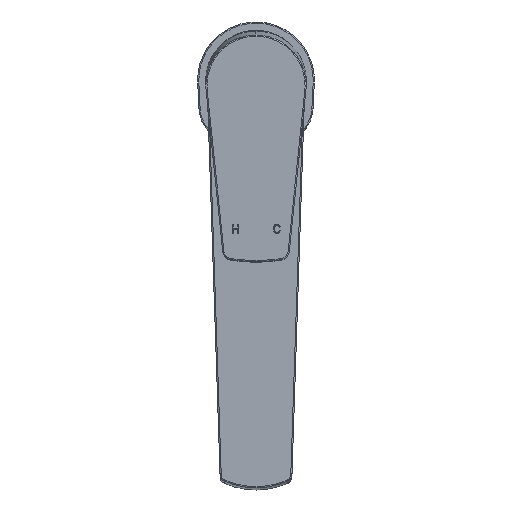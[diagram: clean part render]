
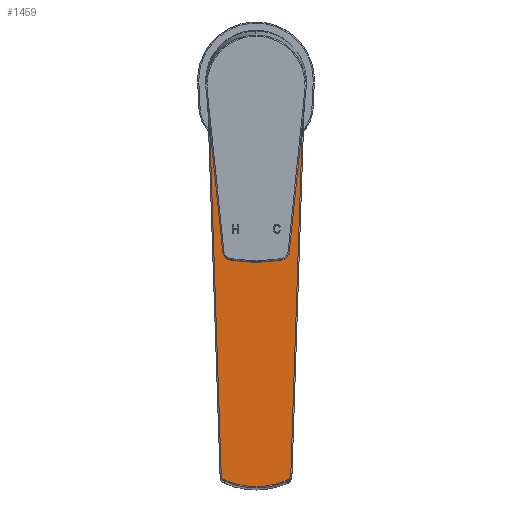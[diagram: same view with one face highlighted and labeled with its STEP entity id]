
A CAD part, top view. The second image highlights one B-rep face of the part: STEP entity #1459.
In plain terms, the highlighted planar face has unit normal (0, 0, 1).
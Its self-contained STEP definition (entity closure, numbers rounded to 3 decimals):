
#59=FACE_BOUND('',#7817,.T.);
#1459=ADVANCED_FACE('',(#4632,#59),#55029,.T.);
#4632=FACE_OUTER_BOUND('',#7816,.T.);
#7816=EDGE_LOOP('',(#12740,#12741,#12742,#12743,#12744,#12745,#12746,#12747));
#7817=EDGE_LOOP('',(#12748,#12749));
#12740=ORIENTED_EDGE('',*,*,#30579,.F.);
#12741=ORIENTED_EDGE('',*,*,#30980,.F.);
#12742=ORIENTED_EDGE('',*,*,#30977,.F.);
#12743=ORIENTED_EDGE('',*,*,#30577,.F.);
#12744=ORIENTED_EDGE('',*,*,#30584,.F.);
#12745=ORIENTED_EDGE('',*,*,#30764,.T.);
#12746=ORIENTED_EDGE('',*,*,#30593,.F.);
#12747=ORIENTED_EDGE('',*,*,#30765,.T.);
#12748=ORIENTED_EDGE('',*,*,#30808,.T.);
#12749=ORIENTED_EDGE('',*,*,#30935,.T.);
#30577=EDGE_CURVE('',#49135,#49134,#48034,.T.);
#30579=EDGE_CURVE('',#49139,#49138,#39794,.T.);
#30584=EDGE_CURVE('',#49143,#49135,#39797,.T.);
#30593=EDGE_CURVE('',#49144,#49147,#48046,.T.);
#30764=EDGE_CURVE('',#49143,#49147,#39890,.T.);
#30765=EDGE_CURVE('',#49144,#49138,#39891,.T.);
#30808=EDGE_CURVE('',#49267,#49288,#48138,.T.);
#30935=EDGE_CURVE('',#49288,#49267,#48202,.T.);
#30977=EDGE_CURVE('',#49134,#49343,#48231,.T.);
#30980=EDGE_CURVE('',#49343,#49139,#48234,.T.);
#39794=B_SPLINE_CURVE_WITH_KNOTS('',1,(#69936,#69937),.UNSPECIFIED.,.F.,
 .F.,(2,2),(4.142,5.142),.UNSPECIFIED.);
#39797=B_SPLINE_CURVE_WITH_KNOTS('',1,(#69948,#69949),.UNSPECIFIED.,.F.,
 .F.,(2,2),(1.571,2.571),.UNSPECIFIED.);
#39890=B_SPLINE_CURVE_WITH_KNOTS('',3,(#70939,#70940,#70941,#70942),
 .UNSPECIFIED.,.F.,.F.,(4,4),(5.208,6.208),
 .UNSPECIFIED.);
#39891=B_SPLINE_CURVE_WITH_KNOTS('',3,(#70943,#70944,#70945,#70946),
 .UNSPECIFIED.,.F.,.F.,(4,4),(7.029,8.029),
 .UNSPECIFIED.);
#48034=(
BOUNDED_CURVE()
B_SPLINE_CURVE(2,(#69930,#69931,#69932),.UNSPECIFIED.,.F.,.F.)
B_SPLINE_CURVE_WITH_KNOTS((3,3),(3.175,3.208),
 .UNSPECIFIED.)
CURVE()
GEOMETRIC_REPRESENTATION_ITEM()
RATIONAL_B_SPLINE_CURVE((1.,1.,1.))
REPRESENTATION_ITEM('')
);
#48046=(
BOUNDED_CURVE()
B_SPLINE_CURVE(2,(#70018,#70019,#70020),.UNSPECIFIED.,.F.,.F.)
B_SPLINE_CURVE_WITH_KNOTS((3,3),(1.484,2.305),
 .UNSPECIFIED.)
CURVE()
GEOMETRIC_REPRESENTATION_ITEM()
RATIONAL_B_SPLINE_CURVE((1.,0.917,1.))
REPRESENTATION_ITEM('')
);
#48138=(
BOUNDED_CURVE()
B_SPLINE_CURVE(2,(#71232,#71233,#71234,#71235,#71236),.UNSPECIFIED.,.F.,
 .F.)
B_SPLINE_CURVE_WITH_KNOTS((3,2,3),(0.,1.571,3.142),
 .UNSPECIFIED.)
CURVE()
GEOMETRIC_REPRESENTATION_ITEM()
RATIONAL_B_SPLINE_CURVE((1.,0.707,1.,0.707,1.))
REPRESENTATION_ITEM('')
);
#48202=(
BOUNDED_CURVE()
B_SPLINE_CURVE(2,(#71724,#71725,#71726,#71727,#71728),.UNSPECIFIED.,.F.,
 .F.)
B_SPLINE_CURVE_WITH_KNOTS((3,2,3),(1.,2.571,4.142),
 .UNSPECIFIED.)
CURVE()
GEOMETRIC_REPRESENTATION_ITEM()
RATIONAL_B_SPLINE_CURVE((1.,0.707,1.,0.707,1.))
REPRESENTATION_ITEM('')
);
#48231=(
BOUNDED_CURVE()
B_SPLINE_CURVE(2,(#71903,#71904,#71905,#71906,#71907),.UNSPECIFIED.,.F.,
 .F.)
B_SPLINE_CURVE_WITH_KNOTS((3,2,3),(6.283,7.854,9.425),
 .UNSPECIFIED.)
CURVE()
GEOMETRIC_REPRESENTATION_ITEM()
RATIONAL_B_SPLINE_CURVE((1.,0.707,1.,0.707,1.))
REPRESENTATION_ITEM('')
);
#48234=(
BOUNDED_CURVE()
B_SPLINE_CURVE(2,(#71916,#71917,#71918),.UNSPECIFIED.,.F.,.F.)
B_SPLINE_CURVE_WITH_KNOTS((3,3),(1.604,1.637),
 .UNSPECIFIED.)
CURVE()
GEOMETRIC_REPRESENTATION_ITEM()
RATIONAL_B_SPLINE_CURVE((1.,1.,1.))
REPRESENTATION_ITEM('')
);
#49134=VERTEX_POINT('',#69208);
#49135=VERTEX_POINT('',#69209);
#49138=VERTEX_POINT('',#69212);
#49139=VERTEX_POINT('',#69213);
#49143=VERTEX_POINT('',#69217);
#49144=VERTEX_POINT('',#69218);
#49147=VERTEX_POINT('',#69221);
#49267=VERTEX_POINT('',#69341);
#49288=VERTEX_POINT('',#69362);
#49343=VERTEX_POINT('',#69417);
#55029=PLANE('',#58268);
#58268=AXIS2_PLACEMENT_3D('',#67994,#61163,$);
#61163=DIRECTION('',(0.,0.,1.));
#67994=CARTESIAN_POINT('',(-20.746,21.669,230.));
#69208=CARTESIAN_POINT('',(-20.5,0.,230.));
#69209=CARTESIAN_POINT('',(-20.489,-0.68,230.));
#69212=CARTESIAN_POINT('',(14.892,-169.402,230.));
#69213=CARTESIAN_POINT('',(20.489,-0.68,230.));
#69217=CARTESIAN_POINT('',(-14.892,-169.402,230.));
#69218=CARTESIAN_POINT('',(13.386,-171.624,230.));
#69221=CARTESIAN_POINT('',(-13.386,-171.624,230.));
#69341=CARTESIAN_POINT('',(18.5,0.,230.));
#69362=CARTESIAN_POINT('',(-18.5,0.,230.));
#69417=CARTESIAN_POINT('',(20.5,0.,230.));
#69930=CARTESIAN_POINT('',(-20.489,-0.68,230.));
#69931=CARTESIAN_POINT('',(-20.5,-0.34,230.));
#69932=CARTESIAN_POINT('',(-20.5,0.,230.));
#69936=CARTESIAN_POINT('',(20.489,-0.68,230.));
#69937=CARTESIAN_POINT('',(14.892,-169.402,230.));
#69948=CARTESIAN_POINT('',(-14.892,-169.402,230.));
#69949=CARTESIAN_POINT('',(-20.489,-0.68,230.));
#70018=CARTESIAN_POINT('',(13.386,-171.624,230.));
#70019=CARTESIAN_POINT('',(0.,-177.45,230.));
#70020=CARTESIAN_POINT('',(-13.386,-171.624,230.));
#70939=CARTESIAN_POINT('',(-14.892,-169.402,230.));
#70940=CARTESIAN_POINT('',(-14.86,-170.353,230.));
#70941=CARTESIAN_POINT('',(-14.259,-171.244,230.));
#70942=CARTESIAN_POINT('',(-13.386,-171.624,230.));
#70943=CARTESIAN_POINT('',(13.386,-171.624,230.));
#70944=CARTESIAN_POINT('',(14.259,-171.244,230.));
#70945=CARTESIAN_POINT('',(14.86,-170.353,230.));
#70946=CARTESIAN_POINT('',(14.892,-169.402,230.));
#71232=CARTESIAN_POINT('',(18.5,0.,230.));
#71233=CARTESIAN_POINT('',(18.5,-18.5,230.));
#71234=CARTESIAN_POINT('',(0.,-18.5,230.));
#71235=CARTESIAN_POINT('',(-18.5,-18.5,230.));
#71236=CARTESIAN_POINT('',(-18.5,0.,230.));
#71724=CARTESIAN_POINT('',(-18.5,0.,230.));
#71725=CARTESIAN_POINT('',(-18.5,18.5,230.));
#71726=CARTESIAN_POINT('',(0.,18.5,230.));
#71727=CARTESIAN_POINT('',(18.5,18.5,230.));
#71728=CARTESIAN_POINT('',(18.5,0.,230.));
#71903=CARTESIAN_POINT('',(-20.5,0.,230.));
#71904=CARTESIAN_POINT('',(-20.5,20.5,230.));
#71905=CARTESIAN_POINT('',(0.,20.5,230.));
#71906=CARTESIAN_POINT('',(20.5,20.5,230.));
#71907=CARTESIAN_POINT('',(20.5,0.,230.));
#71916=CARTESIAN_POINT('',(20.5,0.,230.));
#71917=CARTESIAN_POINT('',(20.5,-0.34,230.));
#71918=CARTESIAN_POINT('',(20.489,-0.68,230.));
